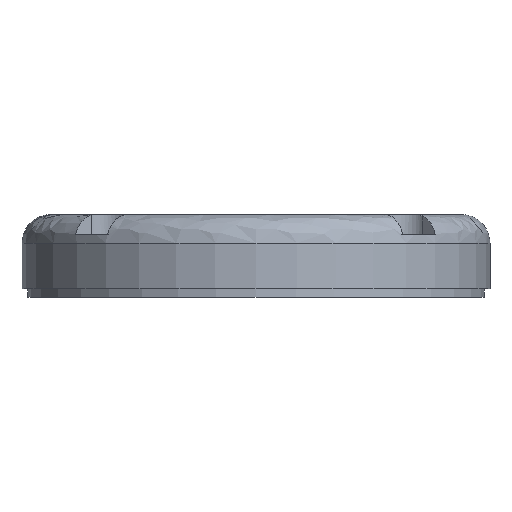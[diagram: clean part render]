
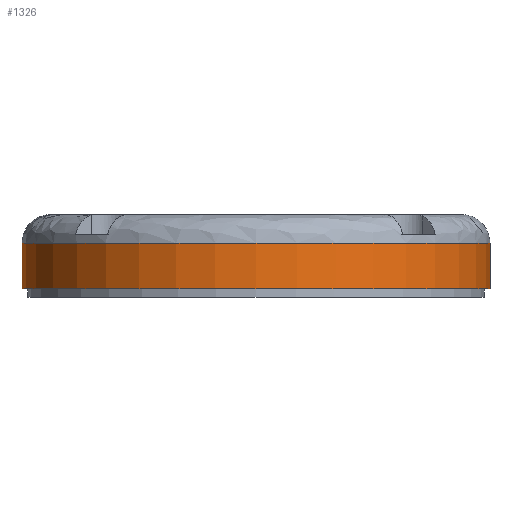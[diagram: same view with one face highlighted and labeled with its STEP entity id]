
A CAD part, front view. The second image highlights one B-rep face of the part: STEP entity #1326.
In plain terms, the highlighted cylindrical face has radius 82 mm (diameter 164 mm), a partial arc.
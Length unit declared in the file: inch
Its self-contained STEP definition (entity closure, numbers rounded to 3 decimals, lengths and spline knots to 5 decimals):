
#319 = AXIS2_PLACEMENT_3D ( 'NONE', #5546, #2804, #2172 ) ;
#371 = VECTOR ( 'NONE', #4313, 39.37008 ) ;
#561 = EDGE_CURVE ( 'NONE', #3751, #681, #1265, .T. ) ;
#681 = VERTEX_POINT ( 'NONE', #5668 ) ;
#937 = EDGE_CURVE ( 'NONE', #4261, #681, #2964, .T. ) ;
#1265 = CIRCLE ( 'NONE', #319, 3.22835 ) ;
#1295 = EDGE_CURVE ( 'NONE', #6670, #3751, #7181, .T. ) ;
#1326 = ADVANCED_FACE ( 'NONE', ( #2140 ), #5219, .T. ) ;
#1329 = DIRECTION ( 'NONE',  ( -1., 0., 0. ) ) ;
#2140 = FACE_OUTER_BOUND ( 'NONE', #4642, .T. ) ;
#2172 = DIRECTION ( 'NONE',  ( -1., 0., 0. ) ) ;
#2440 = CIRCLE ( 'NONE', #5067, 3.22835 ) ;
#2578 = ORIENTED_EDGE ( 'NONE', *, *, #6578, .F. ) ;
#2804 = DIRECTION ( 'NONE',  ( 0., 0., 1. ) ) ;
#2850 = CARTESIAN_POINT ( 'NONE',  ( -3.22835, 0., 0. ) ) ;
#2964 = LINE ( 'NONE', #6078, #371 ) ;
#3003 = DIRECTION ( 'NONE',  ( 0., 0., 1. ) ) ;
#3751 = VERTEX_POINT ( 'NONE', #2850 ) ;
#4219 = DIRECTION ( 'NONE',  ( 0., 0., -1. ) ) ;
#4261 = VERTEX_POINT ( 'NONE', #5702 ) ;
#4313 = DIRECTION ( 'NONE',  ( 0., 0., -1. ) ) ;
#4525 = ORIENTED_EDGE ( 'NONE', *, *, #561, .T. ) ;
#4593 = CARTESIAN_POINT ( 'NONE',  ( -3.22835, 0., 0.62992 ) ) ;
#4642 = EDGE_LOOP ( 'NONE', ( #6696, #2578, #5439, #4525 ) ) ;
#4656 = DIRECTION ( 'NONE',  ( 0., 0., -1. ) ) ;
#5067 = AXIS2_PLACEMENT_3D ( 'NONE', #5273, #3003, #6357 ) ;
#5219 = CYLINDRICAL_SURFACE ( 'NONE', #5429, 3.22835 ) ;
#5273 = CARTESIAN_POINT ( 'NONE',  ( 0., 0., 0.62992 ) ) ;
#5429 = AXIS2_PLACEMENT_3D ( 'NONE', #5853, #4219, #1329 ) ;
#5439 = ORIENTED_EDGE ( 'NONE', *, *, #1295, .T. ) ;
#5546 = CARTESIAN_POINT ( 'NONE',  ( 0., 0., 0. ) ) ;
#5668 = CARTESIAN_POINT ( 'NONE',  ( 3.22835, 0., 0. ) ) ;
#5670 = VECTOR ( 'NONE', #4656, 39.37008 ) ;
#5702 = CARTESIAN_POINT ( 'NONE',  ( 3.22835, 0., 0.62992 ) ) ;
#5757 = CARTESIAN_POINT ( 'NONE',  ( -3.22835, 0., 0.65863 ) ) ;
#5853 = CARTESIAN_POINT ( 'NONE',  ( 0., 0., 0.65863 ) ) ;
#6078 = CARTESIAN_POINT ( 'NONE',  ( 3.22835, 0., 0.65863 ) ) ;
#6357 = DIRECTION ( 'NONE',  ( 1., 0., 0. ) ) ;
#6578 = EDGE_CURVE ( 'NONE', #6670, #4261, #2440, .T. ) ;
#6670 = VERTEX_POINT ( 'NONE', #4593 ) ;
#6696 = ORIENTED_EDGE ( 'NONE', *, *, #937, .F. ) ;
#7181 = LINE ( 'NONE', #5757, #5670 ) ;
